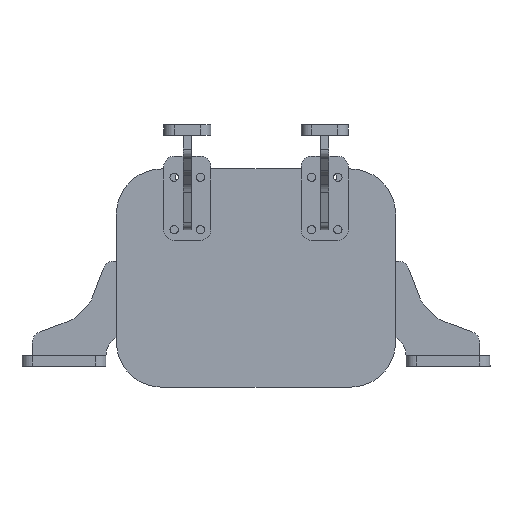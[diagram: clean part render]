
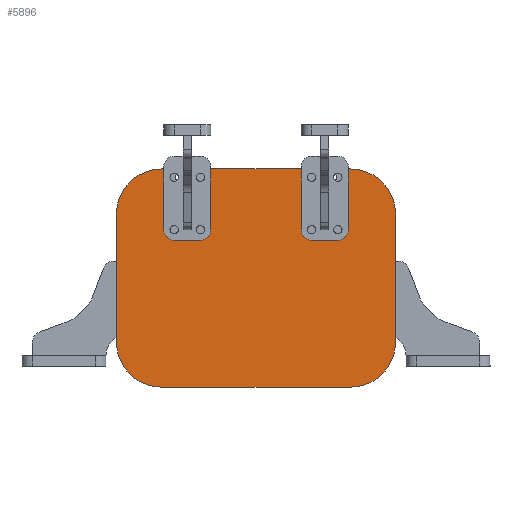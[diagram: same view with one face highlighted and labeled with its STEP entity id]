
A CAD part, front view. The second image highlights one B-rep face of the part: STEP entity #5896.
In plain terms, the highlighted face is planar.
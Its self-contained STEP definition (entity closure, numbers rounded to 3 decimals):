
#80=FACE_BOUND('',#775,.T.);
#81=FACE_BOUND('',#776,.T.);
#82=FACE_BOUND('',#777,.T.);
#83=FACE_BOUND('',#778,.T.);
#84=FACE_BOUND('',#779,.T.);
#85=FACE_BOUND('',#780,.T.);
#86=FACE_BOUND('',#781,.T.);
#87=FACE_BOUND('',#782,.T.);
#189=PLANE('',#6415);
#408=FACE_OUTER_BOUND('',#774,.T.);
#774=EDGE_LOOP('',(#4319,#4320,#4321,#4322,#4323,#4324,#4325,#4326));
#775=EDGE_LOOP('',(#4327));
#776=EDGE_LOOP('',(#4328));
#777=EDGE_LOOP('',(#4329));
#778=EDGE_LOOP('',(#4330));
#779=EDGE_LOOP('',(#4331));
#780=EDGE_LOOP('',(#4332));
#781=EDGE_LOOP('',(#4333));
#782=EDGE_LOOP('',(#4334));
#1223=LINE('',#9483,#1667);
#1225=LINE('',#9487,#1669);
#1226=LINE('',#9491,#1670);
#1227=LINE('',#9495,#1671);
#1667=VECTOR('',#7535,10.);
#1669=VECTOR('',#7539,10.);
#1670=VECTOR('',#7542,10.);
#1671=VECTOR('',#7545,10.);
#1999=CIRCLE('',#6197,4.);
#2001=CIRCLE('',#6200,4.);
#2003=CIRCLE('',#6203,4.);
#2005=CIRCLE('',#6206,4.);
#2007=CIRCLE('',#6209,4.);
#2009=CIRCLE('',#6212,4.);
#2011=CIRCLE('',#6215,4.);
#2013=CIRCLE('',#6218,4.);
#2125=CIRCLE('',#6413,43.);
#2126=CIRCLE('',#6416,43.);
#2127=CIRCLE('',#6417,43.);
#2128=CIRCLE('',#6418,43.);
#2433=VERTEX_POINT('',#9002);
#2435=VERTEX_POINT('',#9008);
#2437=VERTEX_POINT('',#9014);
#2439=VERTEX_POINT('',#9020);
#2441=VERTEX_POINT('',#9026);
#2443=VERTEX_POINT('',#9032);
#2445=VERTEX_POINT('',#9038);
#2447=VERTEX_POINT('',#9044);
#2581=VERTEX_POINT('',#9476);
#2582=VERTEX_POINT('',#9478);
#2583=VERTEX_POINT('',#9482);
#2584=VERTEX_POINT('',#9486);
#2585=VERTEX_POINT('',#9488);
#2586=VERTEX_POINT('',#9490);
#2587=VERTEX_POINT('',#9492);
#2588=VERTEX_POINT('',#9494);
#2977=EDGE_CURVE('',#2433,#2433,#1999,.T.);
#2980=EDGE_CURVE('',#2435,#2435,#2001,.T.);
#2983=EDGE_CURVE('',#2437,#2437,#2003,.T.);
#2986=EDGE_CURVE('',#2439,#2439,#2005,.T.);
#2989=EDGE_CURVE('',#2441,#2441,#2007,.T.);
#2992=EDGE_CURVE('',#2443,#2443,#2009,.T.);
#2995=EDGE_CURVE('',#2445,#2445,#2011,.T.);
#2998=EDGE_CURVE('',#2447,#2447,#2013,.T.);
#3214=EDGE_CURVE('',#2581,#2582,#2125,.T.);
#3216=EDGE_CURVE('',#2582,#2583,#1223,.T.);
#3218=EDGE_CURVE('',#2584,#2581,#1225,.T.);
#3219=EDGE_CURVE('',#2585,#2584,#2126,.T.);
#3220=EDGE_CURVE('',#2586,#2585,#1226,.T.);
#3221=EDGE_CURVE('',#2587,#2586,#2127,.T.);
#3222=EDGE_CURVE('',#2588,#2587,#1227,.T.);
#3223=EDGE_CURVE('',#2583,#2588,#2128,.T.);
#4319=ORIENTED_EDGE('',*,*,#3214,.F.);
#4320=ORIENTED_EDGE('',*,*,#3218,.F.);
#4321=ORIENTED_EDGE('',*,*,#3219,.F.);
#4322=ORIENTED_EDGE('',*,*,#3220,.F.);
#4323=ORIENTED_EDGE('',*,*,#3221,.F.);
#4324=ORIENTED_EDGE('',*,*,#3222,.F.);
#4325=ORIENTED_EDGE('',*,*,#3223,.F.);
#4326=ORIENTED_EDGE('',*,*,#3216,.F.);
#4327=ORIENTED_EDGE('',*,*,#2977,.T.);
#4328=ORIENTED_EDGE('',*,*,#2980,.T.);
#4329=ORIENTED_EDGE('',*,*,#2983,.T.);
#4330=ORIENTED_EDGE('',*,*,#2986,.T.);
#4331=ORIENTED_EDGE('',*,*,#2989,.T.);
#4332=ORIENTED_EDGE('',*,*,#2992,.T.);
#4333=ORIENTED_EDGE('',*,*,#2995,.T.);
#4334=ORIENTED_EDGE('',*,*,#2998,.T.);
#5896=ADVANCED_FACE('',(#408,#80,#81,#82,#83,#84,#85,#86,#87),#189,.F.);
#6197=AXIS2_PLACEMENT_3D('',#9003,#6987,#6988);
#6200=AXIS2_PLACEMENT_3D('',#9009,#6994,#6995);
#6203=AXIS2_PLACEMENT_3D('',#9015,#7001,#7002);
#6206=AXIS2_PLACEMENT_3D('',#9021,#7008,#7009);
#6209=AXIS2_PLACEMENT_3D('',#9027,#7015,#7016);
#6212=AXIS2_PLACEMENT_3D('',#9033,#7022,#7023);
#6215=AXIS2_PLACEMENT_3D('',#9039,#7029,#7030);
#6218=AXIS2_PLACEMENT_3D('',#9045,#7036,#7037);
#6413=AXIS2_PLACEMENT_3D('',#9479,#7530,#7531);
#6415=AXIS2_PLACEMENT_3D('',#9485,#7537,#7538);
#6416=AXIS2_PLACEMENT_3D('',#9489,#7540,#7541);
#6417=AXIS2_PLACEMENT_3D('',#9493,#7543,#7544);
#6418=AXIS2_PLACEMENT_3D('',#9496,#7546,#7547);
#6987=DIRECTION('center_axis',(0.,-1.,0.));
#6988=DIRECTION('ref_axis',(1.,0.,0.));
#6994=DIRECTION('center_axis',(0.,-1.,0.));
#6995=DIRECTION('ref_axis',(1.,0.,0.));
#7001=DIRECTION('center_axis',(0.,-1.,0.));
#7002=DIRECTION('ref_axis',(1.,0.,0.));
#7008=DIRECTION('center_axis',(0.,-1.,0.));
#7009=DIRECTION('ref_axis',(1.,0.,0.));
#7015=DIRECTION('center_axis',(0.,-1.,0.));
#7016=DIRECTION('ref_axis',(1.,0.,0.));
#7022=DIRECTION('center_axis',(0.,-1.,0.));
#7023=DIRECTION('ref_axis',(1.,0.,0.));
#7029=DIRECTION('center_axis',(0.,-1.,0.));
#7030=DIRECTION('ref_axis',(1.,0.,0.));
#7036=DIRECTION('center_axis',(0.,-1.,0.));
#7037=DIRECTION('ref_axis',(1.,0.,0.));
#7530=DIRECTION('center_axis',(0.,-1.,0.));
#7531=DIRECTION('ref_axis',(-0.707,0.,-0.707));
#7535=DIRECTION('',(1.,0.,0.));
#7537=DIRECTION('center_axis',(0.,-1.,0.));
#7538=DIRECTION('ref_axis',(1.,0.,0.));
#7539=DIRECTION('',(0.,0.,-1.));
#7540=DIRECTION('center_axis',(0.,-1.,0.));
#7541=DIRECTION('ref_axis',(-0.707,0.,0.707));
#7542=DIRECTION('',(-1.,0.,0.));
#7543=DIRECTION('center_axis',(0.,-1.,0.));
#7544=DIRECTION('ref_axis',(0.707,0.,0.707));
#7545=DIRECTION('',(0.,0.,1.));
#7546=DIRECTION('center_axis',(0.,-1.,0.));
#7547=DIRECTION('ref_axis',(0.707,0.,-0.707));
#9002=CARTESIAN_POINT('',(-82.,106.,46.));
#9003=CARTESIAN_POINT('Origin',(-78.,106.,46.));
#9008=CARTESIAN_POINT('',(74.,106.,96.));
#9009=CARTESIAN_POINT('Origin',(78.,106.,96.));
#9014=CARTESIAN_POINT('',(74.,106.,46.));
#9015=CARTESIAN_POINT('Origin',(78.,106.,46.));
#9020=CARTESIAN_POINT('',(-82.,106.,96.));
#9021=CARTESIAN_POINT('Origin',(-78.,106.,96.));
#9026=CARTESIAN_POINT('',(-57.,106.,46.));
#9027=CARTESIAN_POINT('Origin',(-53.,106.,46.));
#9032=CARTESIAN_POINT('',(49.,106.,96.));
#9033=CARTESIAN_POINT('Origin',(53.,106.,96.));
#9038=CARTESIAN_POINT('',(49.,106.,46.));
#9039=CARTESIAN_POINT('Origin',(53.,106.,46.));
#9044=CARTESIAN_POINT('',(-57.,106.,96.));
#9045=CARTESIAN_POINT('Origin',(-53.,106.,96.));
#9476=CARTESIAN_POINT('',(-133.,106.,-61.));
#9478=CARTESIAN_POINT('',(-90.,106.,-104.));
#9479=CARTESIAN_POINT('Origin',(-90.,106.,-61.));
#9482=CARTESIAN_POINT('',(90.,106.,-104.));
#9483=CARTESIAN_POINT('',(-133.,106.,-104.));
#9485=CARTESIAN_POINT('Origin',(0.,106.,0.));
#9486=CARTESIAN_POINT('',(-133.,106.,61.));
#9487=CARTESIAN_POINT('',(-133.,106.,104.));
#9488=CARTESIAN_POINT('',(-90.,106.,104.));
#9489=CARTESIAN_POINT('Origin',(-90.,106.,61.));
#9490=CARTESIAN_POINT('',(90.,106.,104.));
#9491=CARTESIAN_POINT('',(133.,106.,104.));
#9492=CARTESIAN_POINT('',(133.,106.,61.));
#9493=CARTESIAN_POINT('Origin',(90.,106.,61.));
#9494=CARTESIAN_POINT('',(133.,106.,-61.));
#9495=CARTESIAN_POINT('',(133.,106.,-104.));
#9496=CARTESIAN_POINT('Origin',(90.,106.,-61.));
